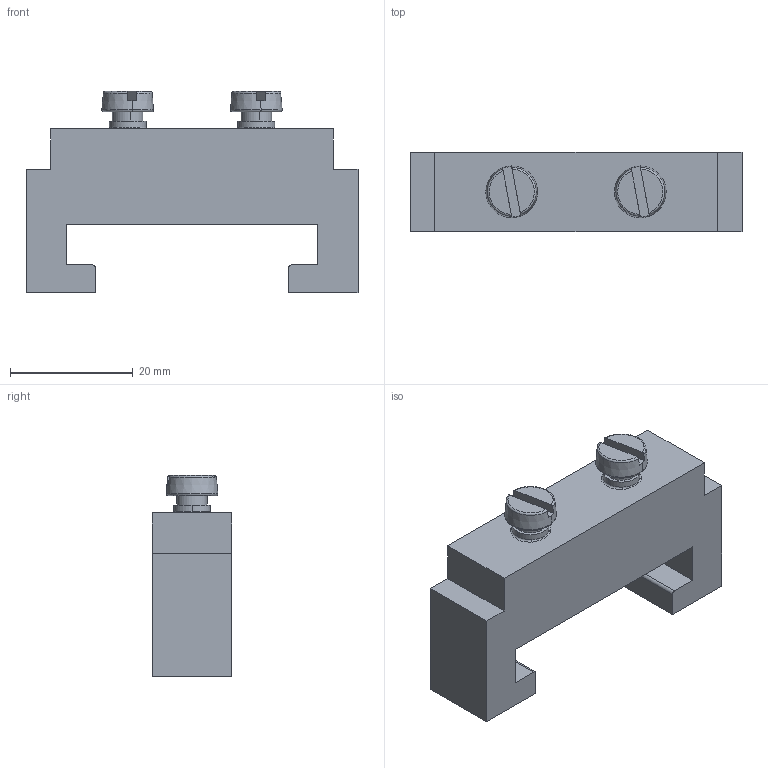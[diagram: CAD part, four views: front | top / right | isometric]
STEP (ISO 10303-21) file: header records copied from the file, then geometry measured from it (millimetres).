
FILE_DESCRIPTION (( 'STEP AP214' ), '1' );
FILE_NAME ('400130_BIK 3.STP', '2013-11-14T08:43:01', ( 'arge' ), ( 'Microsoft' ), 'SwSTEP 2.0', 'SolidWorks 2013', '' );
FILE_SCHEMA (( 'AUTOMOTIVE_DESIGN' ));
Length unit declared in the file: millimetre
Products named in the file (1): 400130_BIK 3
Bounding box: 54.2 x 13 x 32.82 mm (x, y, z)
Volume: 13188.5 mm3; surface area: 5018.1 mm2
Topology: 1 solids, 1 shells, 62 faces, 158 edges, 104 vertices
Faces by surface type: plane 32, torus 12, cylinder 10, cone 4, bspline 4
Entity records: 2886 total; most frequent: CARTESIAN_POINT 665, DIRECTION 316, ORIENTED_EDGE 316, EDGE_CURVE 158, AXIS2_PLACEMENT_3D 123, VERTEX_POINT 104, VECTOR 70, LINE 70
